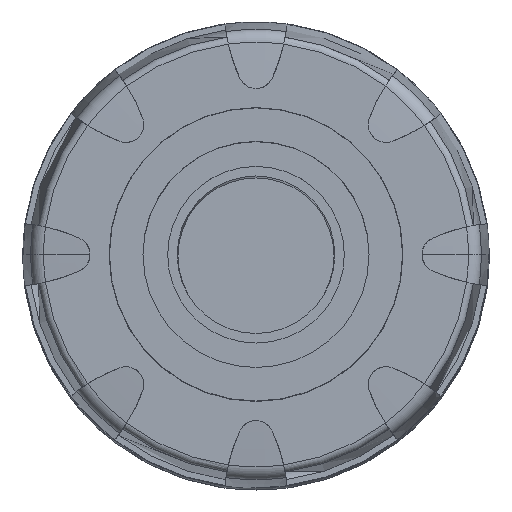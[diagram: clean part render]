
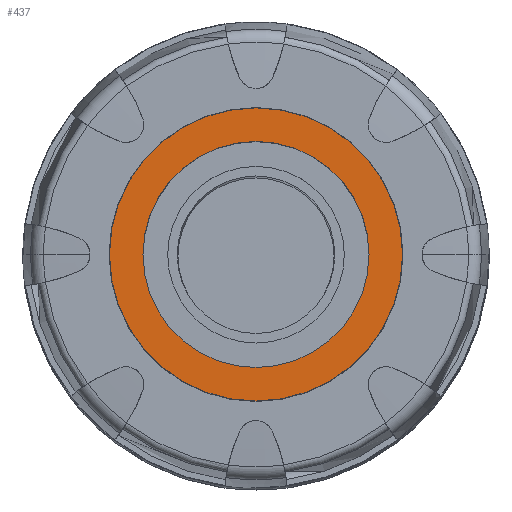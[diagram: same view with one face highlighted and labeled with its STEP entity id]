
A CAD part, top view. The second image highlights one B-rep face of the part: STEP entity #437.
In plain terms, the highlighted face is planar.
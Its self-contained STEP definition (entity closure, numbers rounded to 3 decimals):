
#437=ADVANCED_FACE('',(#1107,#1108),#1109,.T.);
#1107=FACE_BOUND('',#2052,.T.);
#1108=FACE_OUTER_BOUND('',#2053,.T.);
#1109=PLANE('',#2054);
#2052=EDGE_LOOP('',(#3090,#3091));
#2053=EDGE_LOOP('',(#3092,#3093));
#2054=AXIS2_PLACEMENT_3D('',#3094,#3095,#3096);
#3090=ORIENTED_EDGE('',*,*,#5838,.F.);
#3091=ORIENTED_EDGE('',*,*,#5816,.F.);
#3092=ORIENTED_EDGE('',*,*,#5821,.T.);
#3093=ORIENTED_EDGE('',*,*,#5836,.T.);
#3094=CARTESIAN_POINT('',(-18.375,0.0,225.0));
#3095=DIRECTION('',(0.0,0.0,1.0));
#3096=DIRECTION('',(-1.0,0.0,0.0));
#5816=EDGE_CURVE('',#6976,#6972,#6978,.T.);
#5821=EDGE_CURVE('',#6981,#6985,#6987,.T.);
#5836=EDGE_CURVE('',#6985,#6981,#7006,.T.);
#5838=EDGE_CURVE('',#6972,#6976,#7008,.T.);
#6972=VERTEX_POINT('',#8726);
#6976=VERTEX_POINT('',#8731);
#6978=CIRCLE('',#8734,16.0);
#6981=VERTEX_POINT('',#8737);
#6985=VERTEX_POINT('',#8742);
#6987=CIRCLE('',#8745,20.75);
#7006=CIRCLE('',#8766,20.75);
#7008=CIRCLE('',#8768,16.0);
#8726=CARTESIAN_POINT('',(-16.0,0.0,225.0));
#8731=CARTESIAN_POINT('',(16.0,0.,225.0));
#8734=AXIS2_PLACEMENT_3D('',#12273,#12274,#12275);
#8737=CARTESIAN_POINT('',(-20.75,0.0,225.0));
#8742=CARTESIAN_POINT('',(20.75,0.,225.0));
#8745=AXIS2_PLACEMENT_3D('',#12281,#12282,#12283);
#8766=AXIS2_PLACEMENT_3D('',#12307,#12308,#12309);
#8768=AXIS2_PLACEMENT_3D('',#12310,#12311,#12312);
#12273=CARTESIAN_POINT('',(0.0,0.0,225.0));
#12274=DIRECTION('',(0.0,0.0,1.0));
#12275=DIRECTION('',(-1.0,0.0,0.0));
#12281=CARTESIAN_POINT('',(0.0,0.0,225.0));
#12282=DIRECTION('',(0.0,0.0,1.0));
#12283=DIRECTION('',(-1.0,0.0,0.0));
#12307=CARTESIAN_POINT('',(0.0,0.0,225.0));
#12308=DIRECTION('',(0.0,0.0,1.0));
#12309=DIRECTION('',(-1.0,0.0,0.0));
#12310=CARTESIAN_POINT('',(0.0,0.0,225.0));
#12311=DIRECTION('',(0.0,0.0,1.0));
#12312=DIRECTION('',(-1.0,0.0,0.0));
